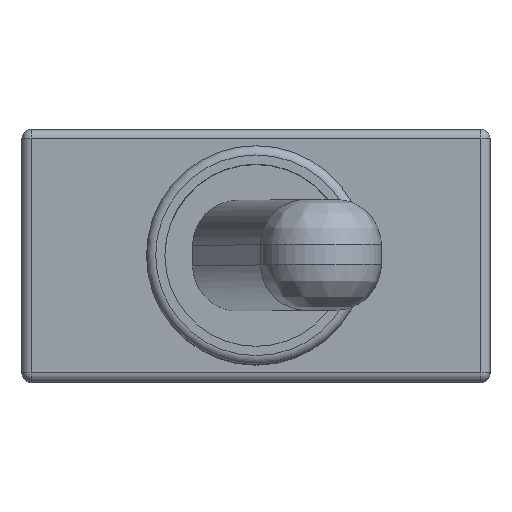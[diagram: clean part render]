
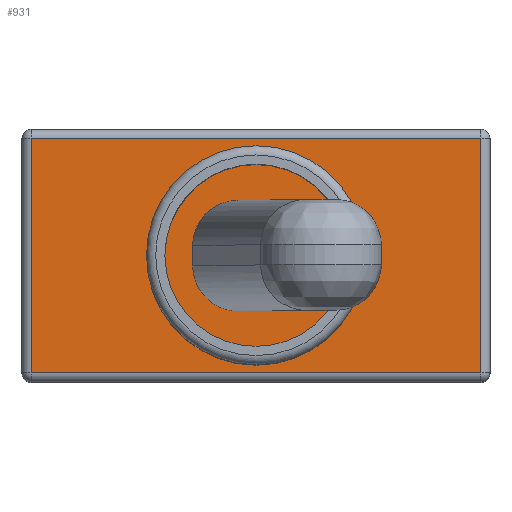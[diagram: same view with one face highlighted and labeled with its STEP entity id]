
A CAD part, top view. The second image highlights one B-rep face of the part: STEP entity #931.
In plain terms, the highlighted planar face has unit normal (0, 0, 1).
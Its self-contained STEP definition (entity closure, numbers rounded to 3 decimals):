
#36=PLANE('',#1031);
#83=LINE('',#1431,#179);
#87=LINE('',#1447,#183);
#89=LINE('',#1450,#185);
#91=LINE('',#1453,#187);
#179=VECTOR('',#1144,10.);
#183=VECTOR('',#1162,10.);
#185=VECTOR('',#1166,10.);
#187=VECTOR('',#1170,10.);
#298=FACE_OUTER_BOUND('',#363,.T.);
#363=EDGE_LOOP('',(#705,#706,#707,#708));
#447=VERTEX_POINT('',#1393);
#452=VERTEX_POINT('',#1406);
#457=VERTEX_POINT('',#1419);
#462=VERTEX_POINT('',#1435);
#541=EDGE_CURVE('',#447,#457,#83,.T.);
#549=EDGE_CURVE('',#457,#462,#87,.T.);
#551=EDGE_CURVE('',#462,#452,#89,.T.);
#553=EDGE_CURVE('',#452,#447,#91,.T.);
#705=ORIENTED_EDGE('',*,*,#541,.F.);
#706=ORIENTED_EDGE('',*,*,#553,.F.);
#707=ORIENTED_EDGE('',*,*,#551,.F.);
#708=ORIENTED_EDGE('',*,*,#549,.F.);
#931=ADVANCED_FACE('',(#298),#36,.T.);
#1031=AXIS2_PLACEMENT_3D('',#1459,#1178,#1179);
#1144=DIRECTION('',(-1.,0.,0.));
#1162=DIRECTION('',(0.,1.,0.));
#1166=DIRECTION('',(1.,0.,0.));
#1170=DIRECTION('',(0.,-1.,0.));
#1178=DIRECTION('center_axis',(0.,0.,1.));
#1179=DIRECTION('ref_axis',(1.,0.,0.));
#1393=CARTESIAN_POINT('',(6.1,-3.179,8.89));
#1406=CARTESIAN_POINT('',(6.1,3.179,8.89));
#1419=CARTESIAN_POINT('',(-6.1,-3.179,8.89));
#1431=CARTESIAN_POINT('',(-3.175,-3.179,8.89));
#1435=CARTESIAN_POINT('',(-6.1,3.179,8.89));
#1447=CARTESIAN_POINT('',(-6.1,1.715,8.89));
#1450=CARTESIAN_POINT('',(3.175,3.179,8.89));
#1453=CARTESIAN_POINT('',(6.1,-1.715,8.89));
#1459=CARTESIAN_POINT('Origin',(0.,0.,8.89));
